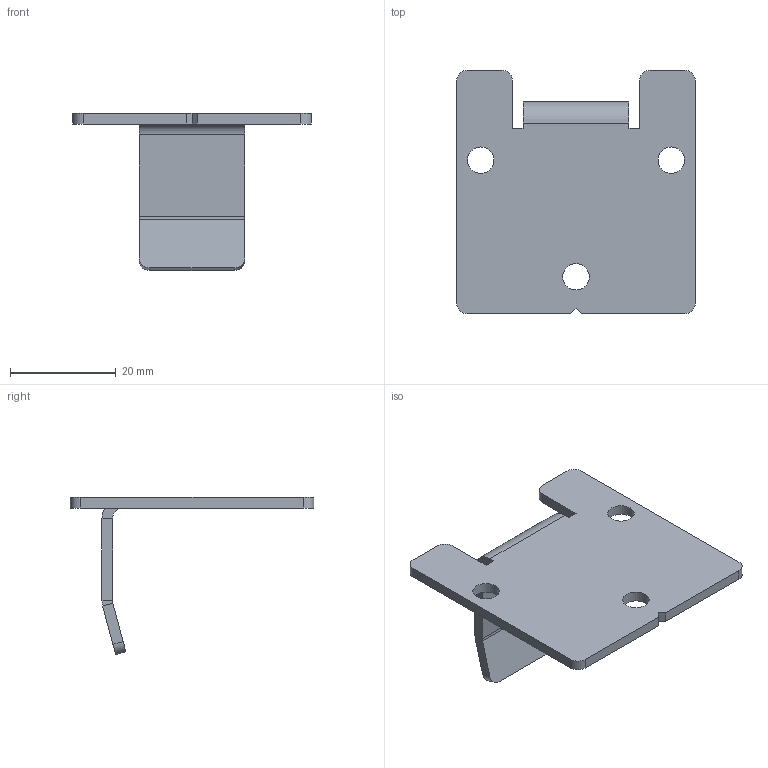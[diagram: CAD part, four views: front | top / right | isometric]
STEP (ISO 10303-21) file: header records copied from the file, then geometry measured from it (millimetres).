
FILE_DESCRIPTION(/* description */ (''),/* implementation_level */ '2;1');
FILE_NAME(/* name */ '24799.stp',/* time_stamp */ '2019-08-13T11:48:46+02:00',/* author */ ('Marc'),/* organization */ (''),/* preprocessor_version */ 'ST-DEVELOPER v17.2',/* originating_system */ 'Autodesk Inventor 2019',/* authorisation */ '');
FILE_SCHEMA (('AUTOMOTIVE_DESIGN { 1 0 10303 214 3 1 1 }'));
Length unit declared in the file: millimetre
Products named in the file (1): Fourchette murale POCKET door
Bounding box: 45 x 46 x 29.66 mm (x, y, z)
Volume: 4736.2 mm3; surface area: 5352.2 mm2
Topology: 1 solids, 1 shells, 44 faces, 113 edges, 71 vertices
Faces by surface type: plane 29, cylinder 15
Full cylindrical faces by diameter (mm): 5 x3
Entity records: 1379 total; most frequent: DIRECTION 236, CARTESIAN_POINT 229, ORIENTED_EDGE 226, EDGE_CURVE 113, LINE 80, VECTOR 80, AXIS2_PLACEMENT_3D 78, VERTEX_POINT 71
